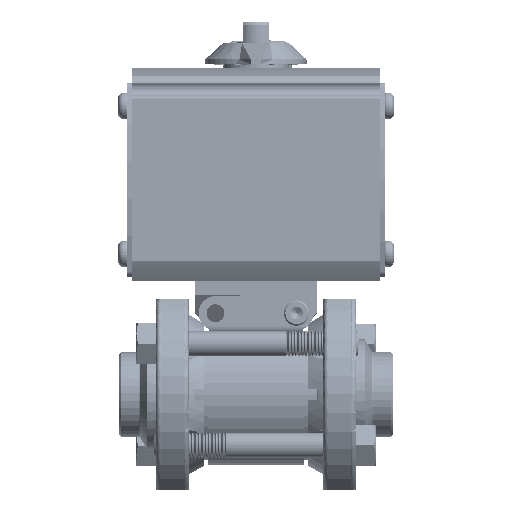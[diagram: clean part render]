
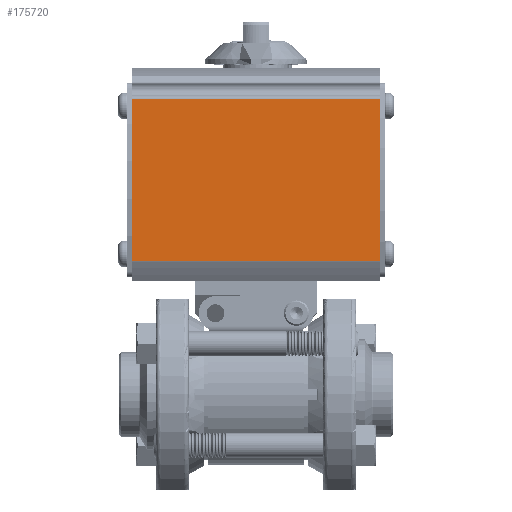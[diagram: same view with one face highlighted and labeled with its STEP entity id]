
A CAD part, top view. The second image highlights one B-rep face of the part: STEP entity #175720.
In plain terms, the highlighted planar face has unit normal (0, 0, 1).
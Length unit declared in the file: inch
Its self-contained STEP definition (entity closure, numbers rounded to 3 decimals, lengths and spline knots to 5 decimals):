
#4387 = EDGE_CURVE ( 'NONE', #29851, #96396, #120261, .T. ) ;
#4971 = FACE_OUTER_BOUND ( 'NONE', #169599, .T. ) ;
#8099 = LINE ( 'NONE', #71393, #155175 ) ;
#14444 = CARTESIAN_POINT ( 'NONE',  ( 1.5275, 3.6544, 1.17 ) ) ;
#15927 = ORIENTED_EDGE ( 'NONE', *, *, #113329, .F. ) ;
#29851 = VERTEX_POINT ( 'NONE', #45040 ) ;
#30678 = CARTESIAN_POINT ( 'NONE',  ( -5.04033, 3.6544, 1.17 ) ) ;
#33240 = CARTESIAN_POINT ( 'NONE',  ( -1.5275, 1.65287, 1.17 ) ) ;
#42905 = CARTESIAN_POINT ( 'NONE',  ( -1.5275, 3.6544, 1.17 ) ) ;
#44966 = PLANE ( 'NONE',  #79675 ) ;
#45040 = CARTESIAN_POINT ( 'NONE',  ( 1.5275, 3.64713, 1.17 ) ) ;
#46580 = ORIENTED_EDGE ( 'NONE', *, *, #73167, .T. ) ;
#71393 = CARTESIAN_POINT ( 'NONE',  ( -5.04033, 1.65287, 1.17 ) ) ;
#73167 = EDGE_CURVE ( 'NONE', #29851, #123196, #123120, .T. ) ;
#73578 = DIRECTION ( 'NONE',  ( 0., -1., 0. ) ) ;
#77825 = VECTOR ( 'NONE', #156471, 39.37008 ) ;
#79675 = AXIS2_PLACEMENT_3D ( 'NONE', #30678, #158967, #73578 ) ;
#80616 = ORIENTED_EDGE ( 'NONE', *, *, #4387, .F. ) ;
#84436 = CARTESIAN_POINT ( 'NONE',  ( -5.04033, 3.64713, 1.17 ) ) ;
#96396 = VERTEX_POINT ( 'NONE', #148060 ) ;
#97847 = ORIENTED_EDGE ( 'NONE', *, *, #142768, .T. ) ;
#109349 = VERTEX_POINT ( 'NONE', #33240 ) ;
#113329 = EDGE_CURVE ( 'NONE', #109349, #123196, #154962, .T. ) ;
#117152 = VECTOR ( 'NONE', #171877, 39.37008 ) ;
#120261 = LINE ( 'NONE', #14444, #77825 ) ;
#123120 = LINE ( 'NONE', #84436, #127561 ) ;
#123196 = VERTEX_POINT ( 'NONE', #139356 ) ;
#127561 = VECTOR ( 'NONE', #184184, 39.37008 ) ;
#139356 = CARTESIAN_POINT ( 'NONE',  ( -1.5275, 3.64713, 1.17 ) ) ;
#142768 = EDGE_CURVE ( 'NONE', #109349, #96396, #8099, .T. ) ;
#148060 = CARTESIAN_POINT ( 'NONE',  ( 1.5275, 1.65287, 1.17 ) ) ;
#154962 = LINE ( 'NONE', #42905, #117152 ) ;
#155175 = VECTOR ( 'NONE', #171122, 39.37008 ) ;
#156471 = DIRECTION ( 'NONE',  ( 0., -1., 0. ) ) ;
#158967 = DIRECTION ( 'NONE',  ( 0., 0., -1. ) ) ;
#169599 = EDGE_LOOP ( 'NONE', ( #80616, #46580, #15927, #97847 ) ) ;
#171122 = DIRECTION ( 'NONE',  ( 1., 0., 0. ) ) ;
#171877 = DIRECTION ( 'NONE',  ( 0., 1., 0. ) ) ;
#175720 = ADVANCED_FACE ( 'NONE', ( #4971 ), #44966, .F. ) ;
#184184 = DIRECTION ( 'NONE',  ( -1., 0., 0. ) ) ;
